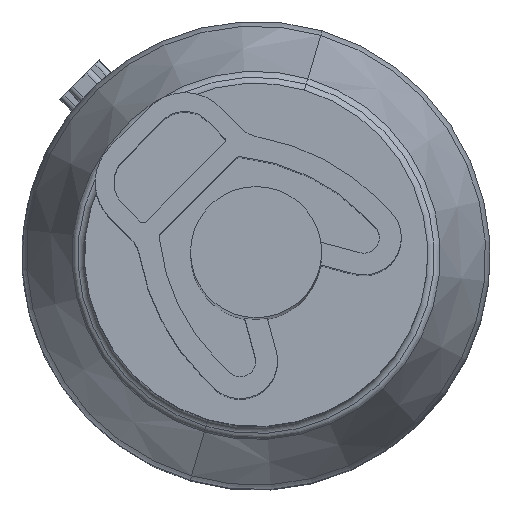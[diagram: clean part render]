
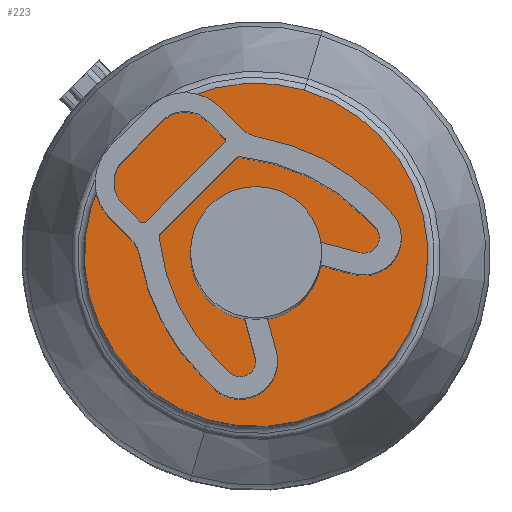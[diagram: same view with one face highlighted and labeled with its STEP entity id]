
A CAD part, top view. The second image highlights one B-rep face of the part: STEP entity #223.
In plain terms, the highlighted planar face has unit normal (0, 0, 1).
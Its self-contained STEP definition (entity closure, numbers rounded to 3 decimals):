
#71=AXIS2_PLACEMENT_3D('Circle Axis2P3D',#69,#70,$) ;
#128=AXIS2_PLACEMENT_3D('Circle Axis2P3D',#126,#127,$) ;
#199=AXIS2_PLACEMENT_3D('Plane Axis2P3D',#196,#197,#198) ;
#203=AXIS2_PLACEMENT_3D('Circle Axis2P3D',#201,#202,$) ;
#212=AXIS2_PLACEMENT_3D('Circle Axis2P3D',#210,#211,$) ;
#64=CARTESIAN_POINT('Vertex',(9.6,7.5,44.)) ;
#69=CARTESIAN_POINT('Axis2P3D Location',(7.5,7.5,44.)) ;
#73=CARTESIAN_POINT('Vertex',(5.4,7.5,44.)) ;
#126=CARTESIAN_POINT('Axis2P3D Location',(7.5,7.5,44.)) ;
#196=CARTESIAN_POINT('Axis2P3D Location',(11.389,11.389,44.)) ;
#201=CARTESIAN_POINT('Axis2P3D Location',(7.5,7.5,44.)) ;
#205=CARTESIAN_POINT('Vertex',(9.048,12.778,44.)) ;
#207=CARTESIAN_POINT('Vertex',(5.952,2.222,44.)) ;
#210=CARTESIAN_POINT('Axis2P3D Location',(7.5,7.5,44.)) ;
#70=DIRECTION('Axis2P3D Direction',(0.,0.,1.)) ;
#127=DIRECTION('Axis2P3D Direction',(0.,0.,1.)) ;
#197=DIRECTION('Axis2P3D Direction',(0.,0.,1.)) ;
#198=DIRECTION('Axis2P3D XDirection',(-0.707,0.707,0.)) ;
#202=DIRECTION('Axis2P3D Direction',(0.,0.,1.)) ;
#211=DIRECTION('Axis2P3D Direction',(0.,0.,1.)) ;
#216=ORIENTED_EDGE('',*,*,#209,.T.) ;
#217=ORIENTED_EDGE('',*,*,#214,.T.) ;
#220=ORIENTED_EDGE('',*,*,#75,.F.) ;
#221=ORIENTED_EDGE('',*,*,#130,.F.) ;
#222=FACE_BOUND('',#219,.T.) ;
#223=ADVANCED_FACE('Hauptk\X2\00F6\X0\rper',(#218,#222),#200,.T.) ;
#72=CIRCLE('generated circle',#71,2.1) ;
#129=CIRCLE('generated circle',#128,2.1) ;
#204=CIRCLE('generated circle',#203,5.5) ;
#213=CIRCLE('generated circle',#212,5.5) ;
#75=EDGE_CURVE('',#65,#74,#72,.T.) ;
#130=EDGE_CURVE('',#74,#65,#129,.T.) ;
#209=EDGE_CURVE('',#206,#208,#204,.T.) ;
#214=EDGE_CURVE('',#208,#206,#213,.T.) ;
#215=EDGE_LOOP('',(#216,#217)) ;
#219=EDGE_LOOP('',(#220,#221)) ;
#218=FACE_OUTER_BOUND('',#215,.T.) ;
#200=PLANE('',#199) ;
#65=VERTEX_POINT('',#64) ;
#74=VERTEX_POINT('',#73) ;
#206=VERTEX_POINT('',#205) ;
#208=VERTEX_POINT('',#207) ;
